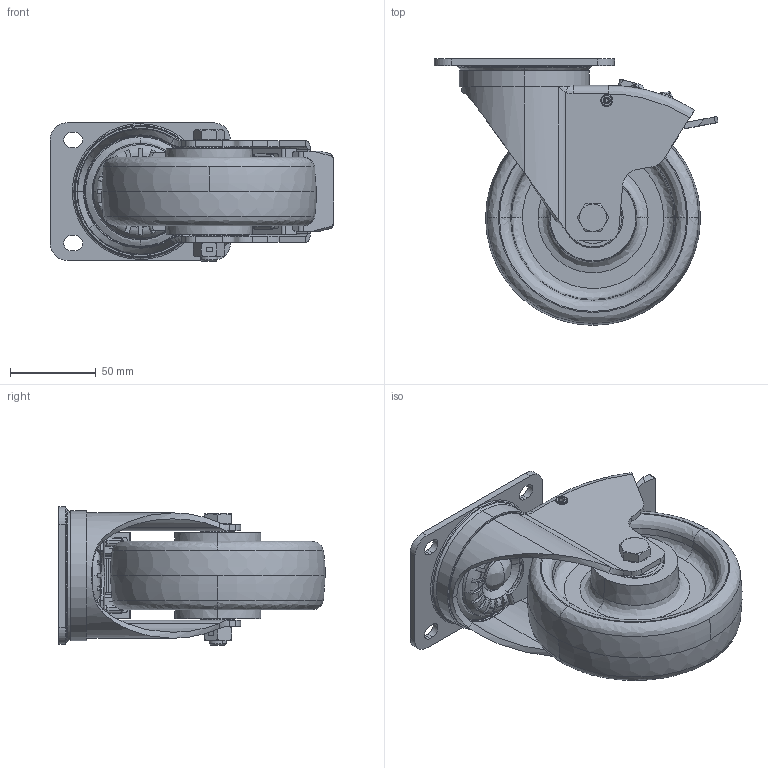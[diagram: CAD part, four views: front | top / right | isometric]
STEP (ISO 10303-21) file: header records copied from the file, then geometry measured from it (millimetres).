
FILE_DESCRIPTION (( 'STEP AP214' ), '1' );
FILE_NAME ('0021079_L-IM-PAM-125-K-3-DSN.STEP', '2015-07-10T12:08:19', ( '' ), ( '' ), 'SwSTEP 2.0', 'SolidWorks 2014', '' );
FILE_SCHEMA (( 'AUTOMOTIVE_DESIGN' ));
Length unit declared in the file: millimetre
Products named in the file (1): 0021079_L-IM-PAM-125-K-3-DSN
Bounding box: 165.19 x 155 x 80.5 mm (x, y, z)
Volume: 471735.9 mm3; surface area: 170948.4 mm2
Topology: 24 solids, 24 shells, 1217 faces, 3078 edges, 1948 vertices
Faces by surface type: plane 586, cylinder 310, bspline 175, cone 92, torus 54
Entity records: 61169 total; most frequent: CARTESIAN_POINT 18845, ORIENTED_EDGE 6142, DIRECTION 5820, EDGE_CURVE 3071, AXIS2_PLACEMENT_3D 2094, VERTEX_POINT 1948, VECTOR 1632, LINE 1632
